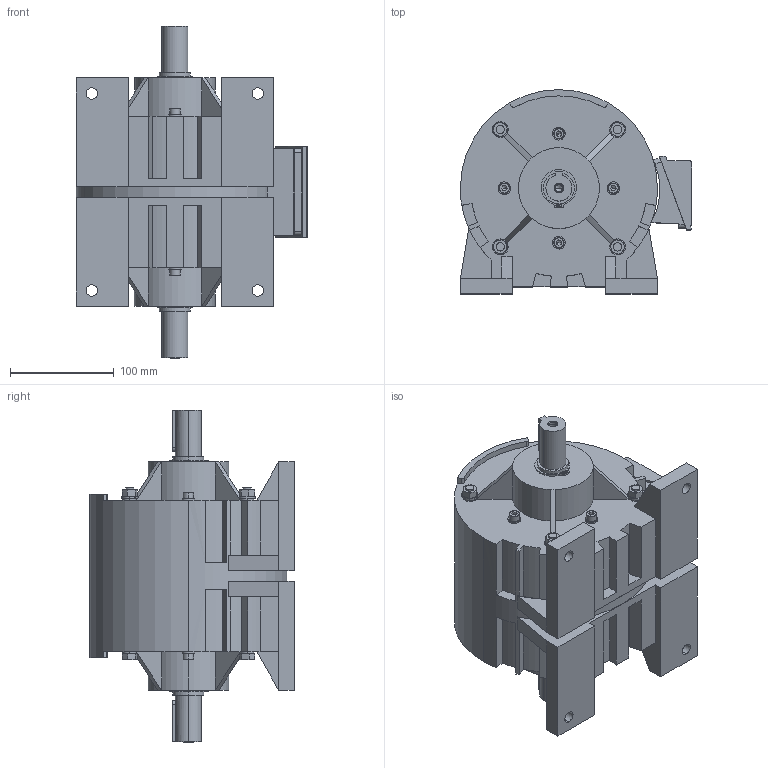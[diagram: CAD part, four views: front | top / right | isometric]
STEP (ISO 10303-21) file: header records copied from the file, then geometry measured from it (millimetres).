
FILE_DESCRIPTION (( 'STEP AP203' ), '1' );
FILE_NAME ('Assem1.STEP', '2018-02-16T07:53:22', ( '新井重治' ), ( '小倉クラッチ' ), 'SwSTEP 2.0', 'SolidWorks 2009', '' );
FILE_SCHEMA (( 'CONFIG_CONTROL_DESIGN' ));
Length unit declared in the file: millimetre
Products named in the file (1): Assem1
Bounding box: 223 x 197 x 320 mm (x, y, z)
Volume: 5053823.7 mm3; surface area: 355337.4 mm2
Topology: 1 solids, 8 shells, 844 faces, 2168 edges, 1352 vertices
Faces by surface type: plane 447, cylinder 308, cone 57, bspline 32
Entity records: 26033 total; most frequent: CARTESIAN_POINT 5265, DIRECTION 4478, ORIENTED_EDGE 4264, EDGE_CURVE 2132, AXIS2_PLACEMENT_3D 1659, VERTEX_POINT 1344, VECTOR 1160, LINE 1160
